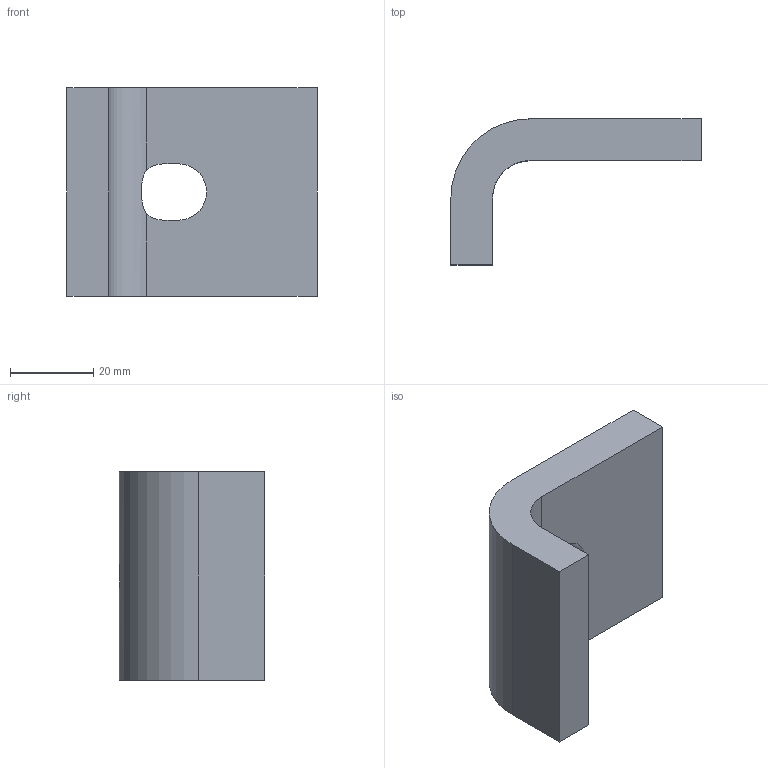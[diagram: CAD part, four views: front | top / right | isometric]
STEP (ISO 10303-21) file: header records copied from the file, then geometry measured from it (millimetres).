
FILE_DESCRIPTION((''),'2;1');
FILE_NAME('6355250','2013-12-06T',('AndreasKeweloh'),(''),'PRO/ENGINEER BY PARAMETRIC TECHNOLOGY CORPORATION, 2012360','PRO/ENGINEER BY PARAMETRIC TECHNOLOGY CORPORATION, 2012360','');
FILE_SCHEMA(('CONFIG_CONTROL_DESIGN'));
Length unit declared in the file: millimetre
Products named in the file (1): 6355250
Bounding box: 60 x 35 x 50 mm (x, y, z)
Volume: 37633.8 mm3; surface area: 10608.9 mm2
Topology: 1 solids, 1 shells, 111 faces, 308 edges, 204 vertices
Faces by surface type: plane 85, extrusion 15, cylinder 10, bspline 1
Entity records: 3872 total; most frequent: CARTESIAN_POINT 1030, ORIENTED_EDGE 616, DIRECTION 501, EDGE_CURVE 308, VECTOR 271, LINE 256, VERTEX_POINT 204, EDGE_LOOP 118
